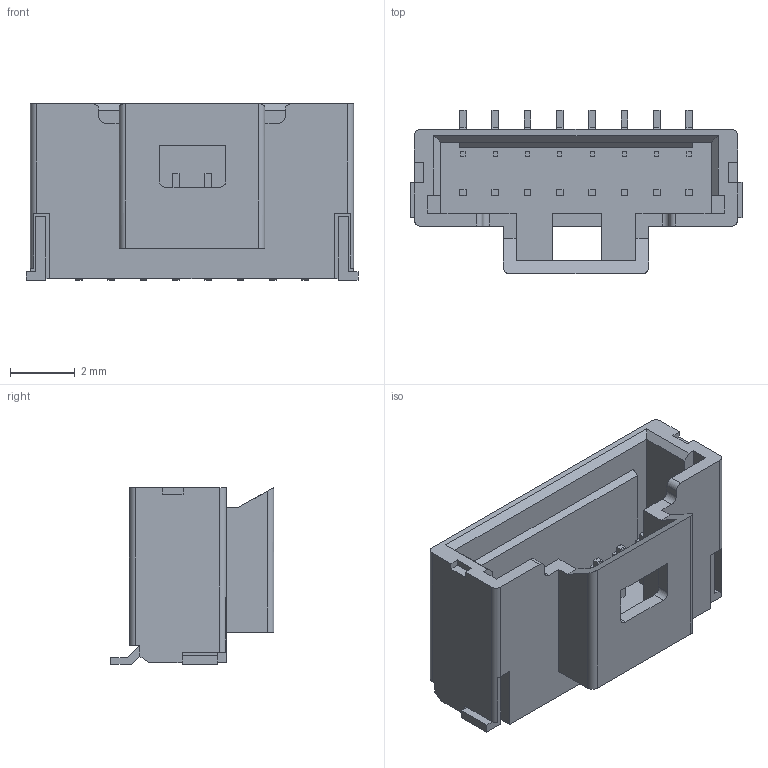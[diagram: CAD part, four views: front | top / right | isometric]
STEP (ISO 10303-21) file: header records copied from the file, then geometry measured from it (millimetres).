
FILE_DESCRIPTION (( 'STEP AP214' ), '1' );
FILE_NAME ('CONN-SMD_8P-P1.00_5013310807.step', '2022-07-29T14:37:01', ( '' ), ( '' ), 'SwSTEP 2.0', 'SolidWorks 2020', '' );
FILE_SCHEMA (( 'AUTOMOTIVE_DESIGN' ));
Length unit declared in the file: millimetre
Products named in the file (1): CONN-SMD_8P-P1.00_5013310807
Bounding box: 10.27 x 5.07 x 5.47 mm (x, y, z)
Volume: 92.3 mm3; surface area: 357.8 mm2
Topology: 14 solids, 14 shells, 561 faces, 1496 edges, 984 vertices
Faces by surface type: plane 435, bspline 114, cylinder 12
Entity records: 23248 total; most frequent: CARTESIAN_POINT 5410, ORIENTED_EDGE 2992, DIRECTION 2182, EDGE_CURVE 1496, LINE 1238, VECTOR 1238, VERTEX_POINT 984, EDGE_LOOP 598
